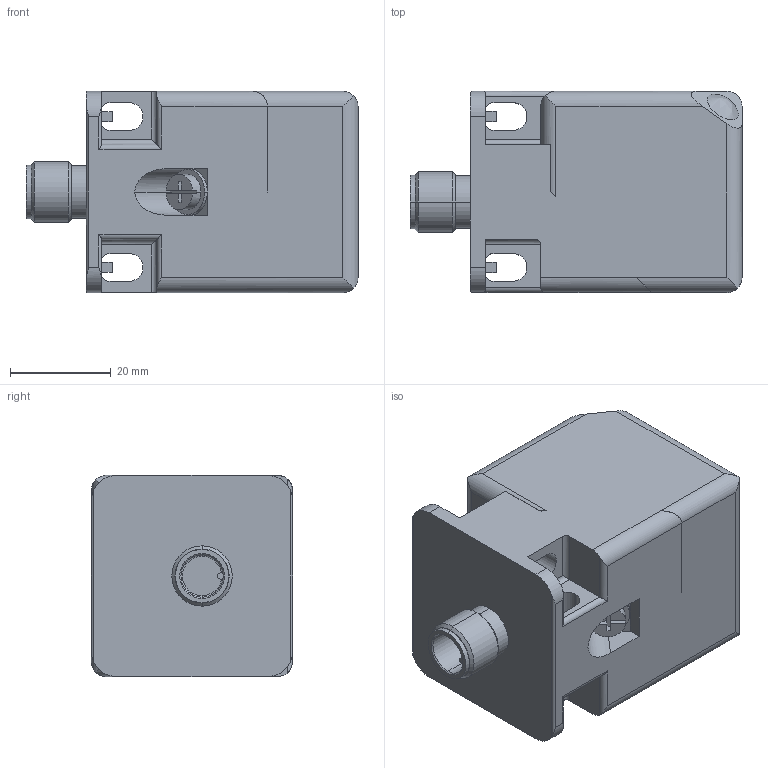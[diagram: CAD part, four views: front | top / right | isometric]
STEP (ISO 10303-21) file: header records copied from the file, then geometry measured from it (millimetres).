
FILE_DESCRIPTION (( 'STEP AP214' ), '1' );
FILE_NAME ('LF40-0P-2H.step', '2018-04-17T19:29:47', ( '' ), ( '' ), 'SwSTEP 2.0', 'SolidWorks 2017', '' );
FILE_SCHEMA (( 'AUTOMOTIVE_DESIGN' ));
Length unit declared in the file: inch
Products named in the file (1): LF40-0P-2H
Bounding box: 66 x 40 x 40 mm (x, y, z)
Volume: 78081.3 mm3; surface area: 15056 mm2
Topology: 1 solids, 1 shells, 222 faces, 600 edges, 396 vertices
Faces by surface type: plane 110, cylinder 99, bspline 7, cone 6
Entity records: 7436 total; most frequent: CARTESIAN_POINT 1809, ORIENTED_EDGE 1200, DIRECTION 1137, EDGE_CURVE 600, VERTEX_POINT 396, AXIS2_PLACEMENT_3D 382, VECTOR 373, LINE 373
